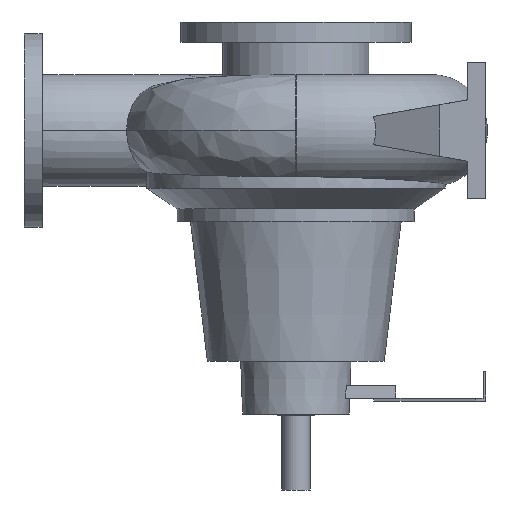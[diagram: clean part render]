
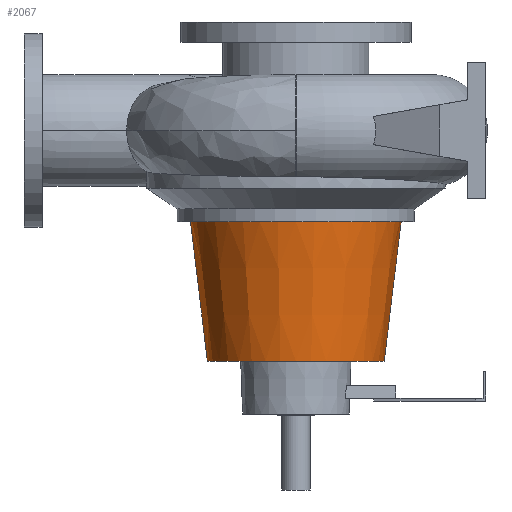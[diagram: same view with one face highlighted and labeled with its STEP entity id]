
A CAD part, left-side view. The second image highlights one B-rep face of the part: STEP entity #2067.
In plain terms, the highlighted conical face has half-angle 6.933 degrees and reference radius 130.3 mm.
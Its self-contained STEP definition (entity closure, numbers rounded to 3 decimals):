
#796 = DIRECTION ( 'NONE',  ( 0., 0., 1. ) ) ;
#1043 = EDGE_CURVE ( 'NONE', #1287, #5455, #4935, .T. ) ;
#1287 = VERTEX_POINT ( 'NONE', #3922 ) ;
#1383 = DIRECTION ( 'NONE',  ( 0., 0., 1. ) ) ;
#1470 = VERTEX_POINT ( 'NONE', #4609 ) ;
#1524 = AXIS2_PLACEMENT_3D ( 'NONE', #6251, #1383, #4893 ) ;
#1604 = EDGE_LOOP ( 'NONE', ( #5789, #3633, #3365, #6039 ) ) ;
#1639 = CIRCLE ( 'NONE', #4253, 130.3 ) ;
#1654 = CARTESIAN_POINT ( 'NONE',  ( 0., 0., -340. ) ) ;
#1798 = EDGE_CURVE ( 'NONE', #5044, #1470, #1639, .T. ) ;
#1840 = FACE_OUTER_BOUND ( 'NONE', #1604, .T. ) ;
#2012 = DIRECTION ( 'NONE',  ( 0., -0.121, 0.993 ) ) ;
#2067 = ADVANCED_FACE ( 'NONE', ( #1840 ), #4026, .T. ) ;
#2265 = LINE ( 'NONE', #5994, #4275 ) ;
#2272 = CARTESIAN_POINT ( 'NONE',  ( 0., -155.29, -134.5 ) ) ;
#2812 = VECTOR ( 'NONE', #2960, 1000. ) ;
#2841 = DIRECTION ( 'NONE',  ( 0., 0., 1. ) ) ;
#2849 = CARTESIAN_POINT ( 'NONE',  ( 0., 0., -340. ) ) ;
#2874 = DIRECTION ( 'NONE',  ( 0., -1., 0. ) ) ;
#2960 = DIRECTION ( 'NONE',  ( 0., 0.121, 0.993 ) ) ;
#3365 = ORIENTED_EDGE ( 'NONE', *, *, #3892, .T. ) ;
#3366 = DIRECTION ( 'NONE',  ( 0., -1., 0. ) ) ;
#3633 = ORIENTED_EDGE ( 'NONE', *, *, #1798, .T. ) ;
#3676 = EDGE_CURVE ( 'NONE', #5044, #1287, #4113, .T. ) ;
#3892 = EDGE_CURVE ( 'NONE', #1470, #5455, #2265, .T. ) ;
#3922 = CARTESIAN_POINT ( 'NONE',  ( 0., 155.29, -134.5 ) ) ;
#4026 = CONICAL_SURFACE ( 'NONE', #4833, 130.3, 0.121 ) ;
#4113 = LINE ( 'NONE', #5760, #2812 ) ;
#4253 = AXIS2_PLACEMENT_3D ( 'NONE', #1654, #2841, #2874 ) ;
#4275 = VECTOR ( 'NONE', #2012, 1000. ) ;
#4609 = CARTESIAN_POINT ( 'NONE',  ( 0., -130.3, -340. ) ) ;
#4833 = AXIS2_PLACEMENT_3D ( 'NONE', #2849, #796, #3366 ) ;
#4893 = DIRECTION ( 'NONE',  ( 0., -1., 0. ) ) ;
#4935 = CIRCLE ( 'NONE', #1524, 155.29 ) ;
#5044 = VERTEX_POINT ( 'NONE', #6050 ) ;
#5455 = VERTEX_POINT ( 'NONE', #2272 ) ;
#5760 = CARTESIAN_POINT ( 'NONE',  ( 0., 130.3, -340. ) ) ;
#5789 = ORIENTED_EDGE ( 'NONE', *, *, #3676, .F. ) ;
#5994 = CARTESIAN_POINT ( 'NONE',  ( 0., -130.3, -340. ) ) ;
#6039 = ORIENTED_EDGE ( 'NONE', *, *, #1043, .F. ) ;
#6050 = CARTESIAN_POINT ( 'NONE',  ( 0., 130.3, -340. ) ) ;
#6251 = CARTESIAN_POINT ( 'NONE',  ( 0., 0., -134.5 ) ) ;
